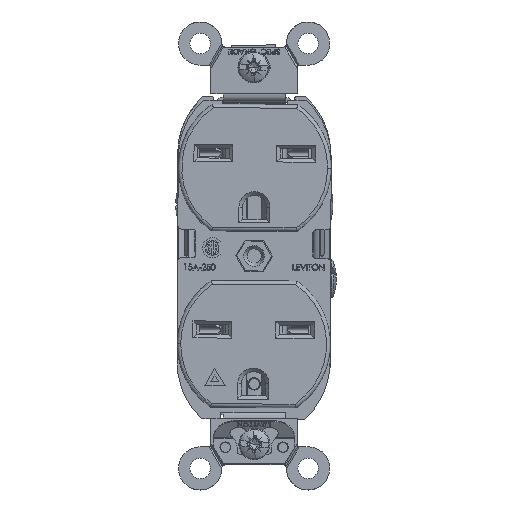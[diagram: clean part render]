
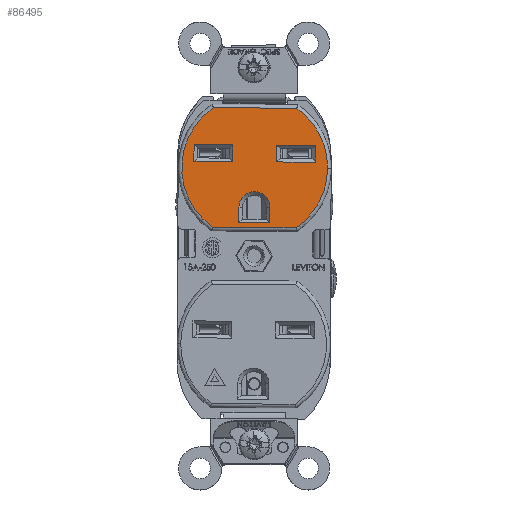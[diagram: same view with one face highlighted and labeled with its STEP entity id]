
A CAD part, top view. The second image highlights one B-rep face of the part: STEP entity #86495.
In plain terms, the highlighted planar face has unit normal (0, 0, 1).
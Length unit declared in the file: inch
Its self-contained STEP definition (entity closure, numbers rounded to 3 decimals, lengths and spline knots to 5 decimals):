
#513 = VECTOR ( 'NONE', #146617, 39.37008 ) ;
#1139 = VECTOR ( 'NONE', #124712, 39.37008 ) ;
#1364 = DIRECTION ( 'NONE',  ( 1., -0.006, 0. ) ) ;
#1385 = ORIENTED_EDGE ( 'NONE', *, *, #158908, .T. ) ;
#2809 = ORIENTED_EDGE ( 'NONE', *, *, #17625, .T. ) ;
#3603 = CARTESIAN_POINT ( 'NONE',  ( 23.21757, 34.75591, 52.33787 ) ) ;
#4913 = DIRECTION ( 'NONE',  ( 1., -0.006, 0. ) ) ;
#5511 = EDGE_CURVE ( 'NONE', #28861, #172029, #12665, .T. ) ;
#10889 = CARTESIAN_POINT ( 'NONE',  ( 23.21689, 34.63991, 52.33787 ) ) ;
#12166 = EDGE_LOOP ( 'NONE', ( #151715, #57787, #55199, #152152 ) ) ;
#12665 = LINE ( 'NONE', #66110, #177597 ) ;
#13196 = LINE ( 'NONE', #42159, #50760 ) ;
#13237 = EDGE_CURVE ( 'NONE', #112437, #94379, #85817, .T. ) ;
#16700 = CARTESIAN_POINT ( 'NONE',  ( 23.77583, 34.03509, 52.33787 ) ) ;
#16875 = DIRECTION ( 'NONE',  ( -1., 0.006, 0. ) ) ;
#17625 = EDGE_CURVE ( 'NONE', #51991, #173486, #128963, .T. ) ;
#18725 = EDGE_CURVE ( 'NONE', #173486, #112437, #25754, .T. ) ;
#23669 = CARTESIAN_POINT ( 'NONE',  ( 23.04144, 34.03944, 52.33787 ) ) ;
#24316 = LINE ( 'NONE', #135704, #513 ) ;
#25754 = CIRCLE ( 'NONE', #115474, 0.633 ) ;
#26043 = CARTESIAN_POINT ( 'NONE',  ( 22.91071, 34.61072, 52.33787 ) ) ;
#26456 = VECTOR ( 'NONE', #132269, 39.37008 ) ;
#27799 = CARTESIAN_POINT ( 'NONE',  ( 23.26987, 34.21409, 52.33787 ) ) ;
#28302 = AXIS2_PLACEMENT_3D ( 'NONE', #175824, #93324, #35442 ) ;
#28861 = VERTEX_POINT ( 'NONE', #52983 ) ;
#31221 = VERTEX_POINT ( 'NONE', #44989 ) ;
#32472 = AXIS2_PLACEMENT_3D ( 'NONE', #61530, #148437, #37948 ) ;
#32623 = VECTOR ( 'NONE', #138093, 39.37008 ) ;
#32674 = VERTEX_POINT ( 'NONE', #40446 ) ;
#33198 = VECTOR ( 'NONE', #178728, 39.37008 ) ;
#33285 = VECTOR ( 'NONE', #91449, 39.37008 ) ;
#35442 = DIRECTION ( 'NONE',  ( 1., -0.006, 0. ) ) ;
#37254 = PLANE ( 'NONE',  #28302 ) ;
#37948 = DIRECTION ( 'NONE',  ( 1., -0.006, 0. ) ) ;
#38494 = DIRECTION ( 'NONE',  ( 0., 0., 1. ) ) ;
#40446 = CARTESIAN_POINT ( 'NONE',  ( 23.04758, 35.07742, 52.33787 ) ) ;
#41988 = CARTESIAN_POINT ( 'NONE',  ( 22.8804, 34.7269, 52.33787 ) ) ;
#42159 = CARTESIAN_POINT ( 'NONE',  ( 23.53925, 34.10849, 52.33787 ) ) ;
#43767 = CARTESIAN_POINT ( 'NONE',  ( 22.87971, 34.61091, 52.33787 ) ) ;
#44989 = CARTESIAN_POINT ( 'NONE',  ( 23.53906, 34.07749, 52.33787 ) ) ;
#45984 = DIRECTION ( 'NONE',  ( 1., -0.006, 0. ) ) ;
#48431 = EDGE_CURVE ( 'NONE', #54184, #146177, #117768, .T. ) ;
#50760 = VECTOR ( 'NONE', #99122, 39.37008 ) ;
#50836 = FACE_BOUND ( 'NONE', #120419, .T. ) ;
#51455 = ORIENTED_EDGE ( 'NONE', *, *, #13237, .T. ) ;
#51991 = VERTEX_POINT ( 'NONE', #23669 ) ;
#52458 = DIRECTION ( 'NONE',  ( 1., -0.006, 0. ) ) ;
#52983 = CARTESIAN_POINT ( 'NONE',  ( 23.59857, 34.75365, 52.33787 ) ) ;
#54184 = VERTEX_POINT ( 'NONE', #176267 ) ;
#55017 = VERTEX_POINT ( 'NONE', #63117 ) ;
#55199 = ORIENTED_EDGE ( 'NONE', *, *, #88133, .T. ) ;
#57075 = EDGE_CURVE ( 'NONE', #146177, #28861, #63172, .T. ) ;
#57787 = ORIENTED_EDGE ( 'NONE', *, *, #142883, .T. ) ;
#58339 = DIRECTION ( 'NONE',  ( 0., 0., 1. ) ) ;
#61530 = CARTESIAN_POINT ( 'NONE',  ( 23.4069, 34.55629, 52.33787 ) ) ;
#63117 = CARTESIAN_POINT ( 'NONE',  ( 22.88058, 34.7579, 52.33787 ) ) ;
#63172 = LINE ( 'NONE', #91210, #74101 ) ;
#65012 = ORIENTED_EDGE ( 'NONE', *, *, #99642, .T. ) ;
#65300 = FACE_BOUND ( 'NONE', #12166, .T. ) ;
#65662 = DIRECTION ( 'NONE',  ( 1., -0.006, 0. ) ) ;
#65907 = LINE ( 'NONE', #26043, #1139 ) ;
#66110 = CARTESIAN_POINT ( 'NONE',  ( 23.90456, 34.75184, 52.33787 ) ) ;
#66738 = VECTOR ( 'NONE', #124670, 39.37008 ) ;
#68094 = VECTOR ( 'NONE', #52458, 39.37008 ) ;
#74101 = VECTOR ( 'NONE', #162729, 39.37008 ) ;
#76037 = LINE ( 'NONE', #158506, #68094 ) ;
#81006 = CARTESIAN_POINT ( 'NONE',  ( 23.4069, 34.55629, 52.33787 ) ) ;
#81654 = EDGE_CURVE ( 'NONE', #55017, #136354, #76037, .T. ) ;
#82072 = LINE ( 'NONE', #140967, #177702 ) ;
#83570 = CIRCLE ( 'NONE', #155877, 0.135 ) ;
#84165 = CIRCLE ( 'NONE', #32472, 0.633 ) ;
#85265 = ORIENTED_EDGE ( 'NONE', *, *, #145523, .T. ) ;
#85817 = CIRCLE ( 'NONE', #109000, 0.633 ) ;
#86495 = ADVANCED_FACE ( 'NONE', ( #119654, #65300, #117880, #50836 ), #37254, .T. ) ;
#88133 = EDGE_CURVE ( 'NONE', #130001, #145915, #83570, .T. ) ;
#90542 = ORIENTED_EDGE ( 'NONE', *, *, #57075, .T. ) ;
#91210 = CARTESIAN_POINT ( 'NONE',  ( 23.59838, 34.72265, 52.33787 ) ) ;
#91449 = DIRECTION ( 'NONE',  ( -0.006, -1., 0. ) ) ;
#92356 = VERTEX_POINT ( 'NONE', #92695 ) ;
#92695 = CARTESIAN_POINT ( 'NONE',  ( 23.2167, 34.60891, 52.33787 ) ) ;
#93324 = DIRECTION ( 'NONE',  ( 0., 0., 1. ) ) ;
#94379 = VERTEX_POINT ( 'NONE', #116517 ) ;
#94436 = CARTESIAN_POINT ( 'NONE',  ( 23.5977, 34.60666, 52.33787 ) ) ;
#96361 = CARTESIAN_POINT ( 'NONE',  ( 23.03796, 35.07748, 52.33787 ) ) ;
#96769 = EDGE_CURVE ( 'NONE', #94379, #32674, #99950, .T. ) ;
#99122 = DIRECTION ( 'NONE',  ( -0.006, -1., 0. ) ) ;
#99407 = DIRECTION ( 'NONE',  ( 0., 0., -1. ) ) ;
#99642 = EDGE_CURVE ( 'NONE', #136354, #92356, #134032, .T. ) ;
#99950 = LINE ( 'NONE', #96361, #32623 ) ;
#102085 = CARTESIAN_POINT ( 'NONE',  ( 23.40487, 34.21329, 52.33787 ) ) ;
#102462 = ORIENTED_EDGE ( 'NONE', *, *, #48431, .T. ) ;
#105326 = CARTESIAN_POINT ( 'NONE',  ( 23.76621, 34.03515, 52.33787 ) ) ;
#106275 = CARTESIAN_POINT ( 'NONE',  ( 23.26907, 34.07909, 52.33787 ) ) ;
#108596 = ORIENTED_EDGE ( 'NONE', *, *, #5511, .T. ) ;
#109000 = AXIS2_PLACEMENT_3D ( 'NONE', #81006, #38494, #65662 ) ;
#112437 = VERTEX_POINT ( 'NONE', #138178 ) ;
#115474 = AXIS2_PLACEMENT_3D ( 'NONE', #128994, #58339, #1364 ) ;
#116517 = CARTESIAN_POINT ( 'NONE',  ( 23.77235, 35.07313, 52.33787 ) ) ;
#117768 = LINE ( 'NONE', #173022, #26456 ) ;
#117855 = ORIENTED_EDGE ( 'NONE', *, *, #18725, .T. ) ;
#117880 = FACE_BOUND ( 'NONE', #168901, .T. ) ;
#119654 = FACE_OUTER_BOUND ( 'NONE', #157382, .T. ) ;
#120419 = EDGE_LOOP ( 'NONE', ( #147327, #122298, #148387, #65012 ) ) ;
#122298 = ORIENTED_EDGE ( 'NONE', *, *, #133038, .T. ) ;
#124670 = DIRECTION ( 'NONE',  ( 0.006, 1., 0. ) ) ;
#124712 = DIRECTION ( 'NONE',  ( -1., 0.006, 0. ) ) ;
#128963 = LINE ( 'NONE', #16700, #151321 ) ;
#128994 = CARTESIAN_POINT ( 'NONE',  ( 23.4069, 34.55629, 52.33787 ) ) ;
#130001 = VERTEX_POINT ( 'NONE', #137242 ) ;
#132269 = DIRECTION ( 'NONE',  ( -1., 0.006, 0. ) ) ;
#133038 = EDGE_CURVE ( 'NONE', #134165, #55017, #166019, .T. ) ;
#134032 = LINE ( 'NONE', #10889, #33285 ) ;
#134165 = VERTEX_POINT ( 'NONE', #43767 ) ;
#135704 = CARTESIAN_POINT ( 'NONE',  ( 23.93487, 34.63566, 52.33787 ) ) ;
#136354 = VERTEX_POINT ( 'NONE', #3603 ) ;
#136360 = ORIENTED_EDGE ( 'NONE', *, *, #96769, .T. ) ;
#137242 = CARTESIAN_POINT ( 'NONE',  ( 23.26987, 34.21409, 52.33787 ) ) ;
#138093 = DIRECTION ( 'NONE',  ( -1., 0.006, 0. ) ) ;
#138178 = CARTESIAN_POINT ( 'NONE',  ( 24.03988, 34.55254, 52.33787 ) ) ;
#140967 = CARTESIAN_POINT ( 'NONE',  ( 23.30007, 34.07891, 52.33787 ) ) ;
#142883 = EDGE_CURVE ( 'NONE', #150978, #130001, #151860, .T. ) ;
#144485 = CARTESIAN_POINT ( 'NONE',  ( 23.93556, 34.75166, 52.33787 ) ) ;
#145523 = EDGE_CURVE ( 'NONE', #32674, #51991, #84165, .T. ) ;
#145541 = CARTESIAN_POINT ( 'NONE',  ( 23.53986, 34.21249, 52.33787 ) ) ;
#145915 = VERTEX_POINT ( 'NONE', #145541 ) ;
#146177 = VERTEX_POINT ( 'NONE', #94436 ) ;
#146617 = DIRECTION ( 'NONE',  ( -0.006, -1., 0. ) ) ;
#147327 = ORIENTED_EDGE ( 'NONE', *, *, #163577, .T. ) ;
#148387 = ORIENTED_EDGE ( 'NONE', *, *, #81654, .T. ) ;
#148437 = DIRECTION ( 'NONE',  ( 0., 0., 1. ) ) ;
#150978 = VERTEX_POINT ( 'NONE', #106275 ) ;
#151321 = VECTOR ( 'NONE', #4913, 39.37008 ) ;
#151715 = ORIENTED_EDGE ( 'NONE', *, *, #172001, .T. ) ;
#151860 = LINE ( 'NONE', #27799, #66738 ) ;
#152152 = ORIENTED_EDGE ( 'NONE', *, *, #165159, .T. ) ;
#155877 = AXIS2_PLACEMENT_3D ( 'NONE', #102085, #99407, #45984 ) ;
#157382 = EDGE_LOOP ( 'NONE', ( #117855, #51455, #136360, #85265, #2809 ) ) ;
#158506 = CARTESIAN_POINT ( 'NONE',  ( 23.18657, 34.75609, 52.33787 ) ) ;
#158908 = EDGE_CURVE ( 'NONE', #172029, #54184, #24316, .T. ) ;
#162729 = DIRECTION ( 'NONE',  ( 0.006, 1., 0. ) ) ;
#163577 = EDGE_CURVE ( 'NONE', #92356, #134165, #65907, .T. ) ;
#164784 = DIRECTION ( 'NONE',  ( 1., -0.006, 0. ) ) ;
#165159 = EDGE_CURVE ( 'NONE', #145915, #31221, #13196, .T. ) ;
#166019 = LINE ( 'NONE', #41988, #33198 ) ;
#168901 = EDGE_LOOP ( 'NONE', ( #1385, #102462, #90542, #108596 ) ) ;
#172001 = EDGE_CURVE ( 'NONE', #31221, #150978, #82072, .T. ) ;
#172029 = VERTEX_POINT ( 'NONE', #144485 ) ;
#173022 = CARTESIAN_POINT ( 'NONE',  ( 23.6287, 34.60647, 52.33787 ) ) ;
#173486 = VERTEX_POINT ( 'NONE', #105326 ) ;
#175824 = CARTESIAN_POINT ( 'NONE',  ( 23.4069, 34.55629, 52.33787 ) ) ;
#176267 = CARTESIAN_POINT ( 'NONE',  ( 23.93469, 34.60466, 52.33787 ) ) ;
#177597 = VECTOR ( 'NONE', #164784, 39.37008 ) ;
#177702 = VECTOR ( 'NONE', #16875, 39.37008 ) ;
#178728 = DIRECTION ( 'NONE',  ( 0.006, 1., 0. ) ) ;
